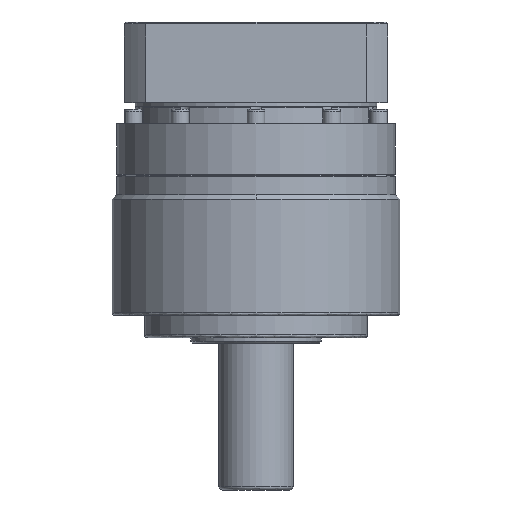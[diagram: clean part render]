
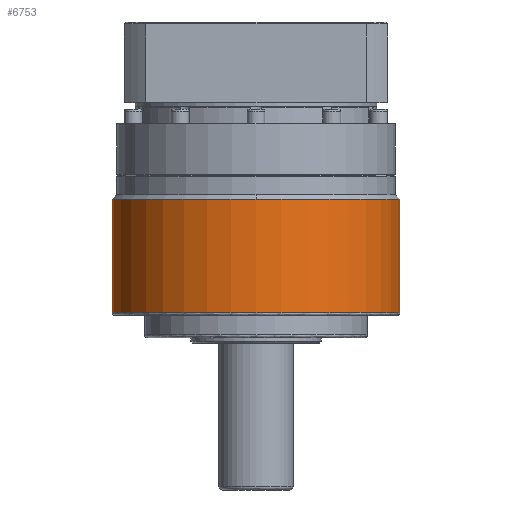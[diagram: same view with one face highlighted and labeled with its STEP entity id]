
A CAD part, front view. The second image highlights one B-rep face of the part: STEP entity #6753.
In plain terms, the highlighted cylindrical face has radius 77.5 mm (diameter 155 mm), a partial arc.
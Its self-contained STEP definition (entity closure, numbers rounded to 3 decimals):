
#46 = CARTESIAN_POINT ( 'NONE',  ( 0., 0., 13.5 ) ) ;
#273 = EDGE_CURVE ( 'NONE', #21595, #19541, #16716, .T. ) ;
#1014 = VERTEX_POINT ( 'NONE', #21726 ) ;
#1820 = AXIS2_PLACEMENT_3D ( 'NONE', #20290, #8809, #22280 ) ;
#1968 = DIRECTION ( 'NONE',  ( 1., 0., 0. ) ) ;
#2355 = CARTESIAN_POINT ( 'NONE',  ( 77.5, 0., 74.5 ) ) ;
#2728 = CARTESIAN_POINT ( 'NONE',  ( 77.5, 0., 13.5 ) ) ;
#3300 = CYLINDRICAL_SURFACE ( 'NONE', #23876, 77.5 ) ;
#3915 = LINE ( 'NONE', #20335, #13614 ) ;
#4606 = CIRCLE ( 'NONE', #1820, 77.5 ) ;
#4872 = DIRECTION ( 'NONE',  ( 0., 0., 1. ) ) ;
#5758 = ORIENTED_EDGE ( 'NONE', *, *, #24508, .T. ) ;
#6125 = VERTEX_POINT ( 'NONE', #2728 ) ;
#6753 = ADVANCED_FACE ( 'NONE', ( #15281 ), #3300, .T. ) ;
#8788 = ORIENTED_EDGE ( 'NONE', *, *, #16804, .T. ) ;
#8809 = DIRECTION ( 'NONE',  ( 0., 0., -1. ) ) ;
#8816 = ORIENTED_EDGE ( 'NONE', *, *, #273, .T. ) ;
#9131 = ORIENTED_EDGE ( 'NONE', *, *, #17792, .T. ) ;
#9209 = CARTESIAN_POINT ( 'NONE',  ( 0., -77.5, 74.5 ) ) ;
#9214 = DIRECTION ( 'NONE',  ( 0., 0., 1. ) ) ;
#10444 = ORIENTED_EDGE ( 'NONE', *, *, #20926, .F. ) ;
#11300 = LINE ( 'NONE', #22655, #16167 ) ;
#11882 = AXIS2_PLACEMENT_3D ( 'NONE', #46, #13529, #1968 ) ;
#12243 = DIRECTION ( 'NONE',  ( 1., 0., 0. ) ) ;
#12282 = DIRECTION ( 'NONE',  ( 0., 0., -1. ) ) ;
#12344 = CARTESIAN_POINT ( 'NONE',  ( 0., 0., 74.5 ) ) ;
#12408 = VERTEX_POINT ( 'NONE', #17032 ) ;
#12796 = AXIS2_PLACEMENT_3D ( 'NONE', #12344, #12282, #12243 ) ;
#13529 = DIRECTION ( 'NONE',  ( 0., 0., 1. ) ) ;
#13614 = VECTOR ( 'NONE', #4872, 1000. ) ;
#15281 = FACE_OUTER_BOUND ( 'NONE', #15459, .T. ) ;
#15459 = EDGE_LOOP ( 'NONE', ( #10444, #5758, #8788, #8816, #9131 ) ) ;
#16167 = VECTOR ( 'NONE', #9214, 1000. ) ;
#16716 = CIRCLE ( 'NONE', #12796, 77.5 ) ;
#16804 = EDGE_CURVE ( 'NONE', #6125, #21595, #11300, .T. ) ;
#17032 = CARTESIAN_POINT ( 'NONE',  ( -77.5, 0., 13.5 ) ) ;
#17433 = CIRCLE ( 'NONE', #11882, 77.5 ) ;
#17792 = EDGE_CURVE ( 'NONE', #19541, #1014, #4606, .T. ) ;
#19035 = DIRECTION ( 'NONE',  ( 1., 0., 0. ) ) ;
#19541 = VERTEX_POINT ( 'NONE', #9209 ) ;
#19561 = DIRECTION ( 'NONE',  ( 0., 0., 1. ) ) ;
#19990 = CARTESIAN_POINT ( 'NONE',  ( 0., 0., 0. ) ) ;
#20290 = CARTESIAN_POINT ( 'NONE',  ( 0., 0., 74.5 ) ) ;
#20335 = CARTESIAN_POINT ( 'NONE',  ( -77.5, 0., 0. ) ) ;
#20926 = EDGE_CURVE ( 'NONE', #12408, #1014, #3915, .T. ) ;
#21595 = VERTEX_POINT ( 'NONE', #2355 ) ;
#21726 = CARTESIAN_POINT ( 'NONE',  ( -77.5, 0., 74.5 ) ) ;
#22280 = DIRECTION ( 'NONE',  ( 1., 0., 0. ) ) ;
#22655 = CARTESIAN_POINT ( 'NONE',  ( 77.5, 0., 0. ) ) ;
#23876 = AXIS2_PLACEMENT_3D ( 'NONE', #19990, #19561, #19035 ) ;
#24508 = EDGE_CURVE ( 'NONE', #12408, #6125, #17433, .T. ) ;
